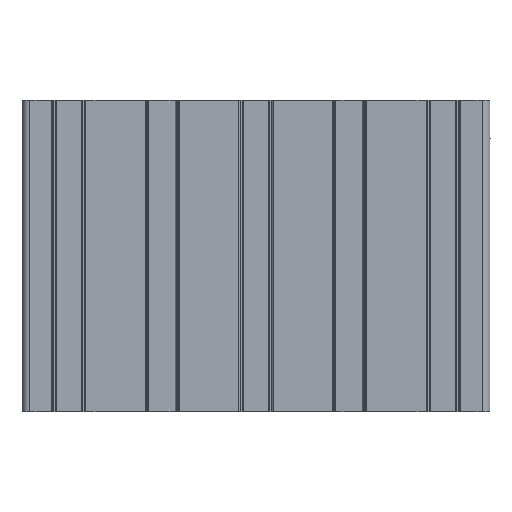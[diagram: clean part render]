
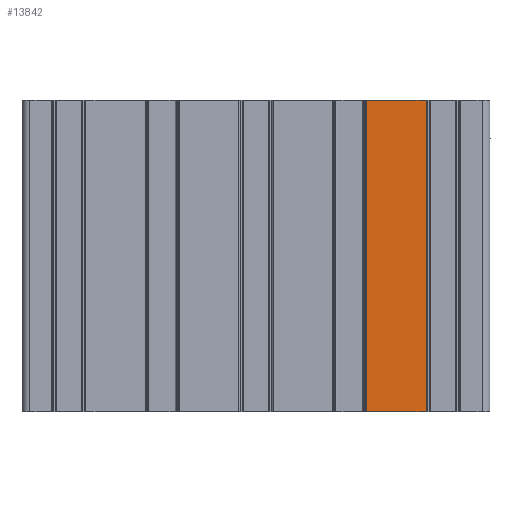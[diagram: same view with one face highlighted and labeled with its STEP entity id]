
A CAD part, front view. The second image highlights one B-rep face of the part: STEP entity #13842.
In plain terms, the highlighted planar face has unit normal (0, -1, 0).
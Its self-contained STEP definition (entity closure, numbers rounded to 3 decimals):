
#1217 = CARTESIAN_POINT ( 'NONE',  ( 6641.083, 4052.449, 0. ) ) ;
#2192 = ORIENTED_EDGE ( 'NONE', *, *, #3531, .F. ) ;
#3531 = EDGE_CURVE ( 'NONE', #15720, #15501, #15270, .T. ) ;
#3878 = CARTESIAN_POINT ( 'NONE',  ( 6680.645, 4052.449, 100. ) ) ;
#3905 = DIRECTION ( 'NONE',  ( 0., 0., 1. ) ) ;
#3957 = VECTOR ( 'NONE', #3905, 1000. ) ;
#4510 = DIRECTION ( 'NONE',  ( 0., 0., -1. ) ) ;
#4628 = CARTESIAN_POINT ( 'NONE',  ( 6699.645, 4052.449, 100. ) ) ;
#5629 = LINE ( 'NONE', #4628, #22074 ) ;
#5791 = VECTOR ( 'NONE', #11000, 1000. ) ;
#6457 = CARTESIAN_POINT ( 'NONE',  ( 6641.083, 4052.449, 100. ) ) ;
#6566 = LINE ( 'NONE', #6457, #14969 ) ;
#6776 = DIRECTION ( 'NONE',  ( 1., 0., 0. ) ) ;
#7747 = CARTESIAN_POINT ( 'NONE',  ( 6699.645, 4052.449, 0. ) ) ;
#8163 = EDGE_CURVE ( 'NONE', #15501, #14894, #22064, .T. ) ;
#8355 = CARTESIAN_POINT ( 'NONE',  ( 6680.645, 4052.449, 100. ) ) ;
#9853 = AXIS2_PLACEMENT_3D ( 'NONE', #19278, #18820, #18746 ) ;
#11000 = DIRECTION ( 'NONE',  ( -1., 0., 0. ) ) ;
#11431 = EDGE_CURVE ( 'NONE', #14894, #15025, #6566, .T. ) ;
#11474 = ORIENTED_EDGE ( 'NONE', *, *, #14504, .F. ) ;
#11868 = CARTESIAN_POINT ( 'NONE',  ( 6680.645, 4052.449, 0. ) ) ;
#12815 = ORIENTED_EDGE ( 'NONE', *, *, #8163, .F. ) ;
#13842 = ADVANCED_FACE ( 'NONE', ( #21310 ), #19137, .F. ) ;
#14504 = EDGE_CURVE ( 'NONE', #15025, #15720, #5629, .T. ) ;
#14894 = VERTEX_POINT ( 'NONE', #8355 ) ;
#14969 = VECTOR ( 'NONE', #6776, 1000. ) ;
#15025 = VERTEX_POINT ( 'NONE', #21874 ) ;
#15270 = LINE ( 'NONE', #1217, #5791 ) ;
#15501 = VERTEX_POINT ( 'NONE', #11868 ) ;
#15720 = VERTEX_POINT ( 'NONE', #7747 ) ;
#16372 = ORIENTED_EDGE ( 'NONE', *, *, #11431, .F. ) ;
#18746 = DIRECTION ( 'NONE',  ( -1., 0., 0. ) ) ;
#18820 = DIRECTION ( 'NONE',  ( 0., 1., 0. ) ) ;
#19137 = PLANE ( 'NONE',  #9853 ) ;
#19278 = CARTESIAN_POINT ( 'NONE',  ( 6699.645, 4052.449, 100. ) ) ;
#20518 = EDGE_LOOP ( 'NONE', ( #11474, #16372, #12815, #2192 ) ) ;
#21310 = FACE_OUTER_BOUND ( 'NONE', #20518, .T. ) ;
#21874 = CARTESIAN_POINT ( 'NONE',  ( 6699.645, 4052.449, 100. ) ) ;
#22064 = LINE ( 'NONE', #3878, #3957 ) ;
#22074 = VECTOR ( 'NONE', #4510, 1000. ) ;
